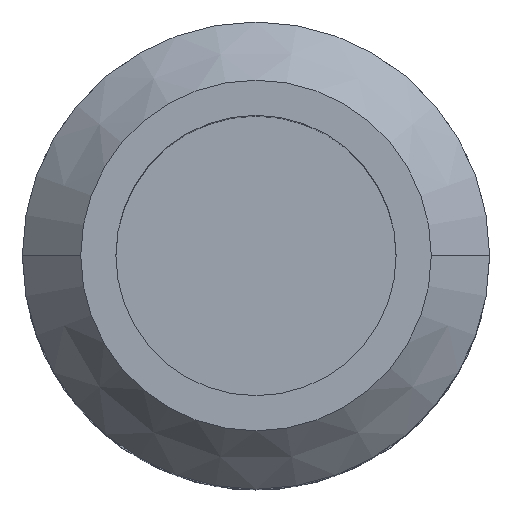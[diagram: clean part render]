
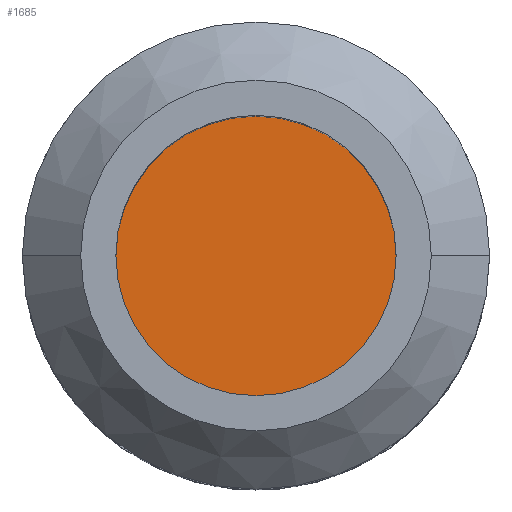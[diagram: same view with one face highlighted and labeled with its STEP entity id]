
A CAD part, top view. The second image highlights one B-rep face of the part: STEP entity #1685.
In plain terms, the highlighted planar face has unit normal (0, 0, 1).
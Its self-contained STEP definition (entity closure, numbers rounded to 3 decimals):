
#158 = AXIS2_PLACEMENT_3D ( 'NONE', #1007, #202, #207 ) ;
#180 = CARTESIAN_POINT ( 'NONE',  ( 0., 0., 38.6 ) ) ;
#202 = DIRECTION ( 'NONE',  ( 0., 0., 1. ) ) ;
#207 = DIRECTION ( 'NONE',  ( 1., 0., 0. ) ) ;
#257 = EDGE_CURVE ( 'NONE', #1040, #777, #512, .T. ) ;
#350 = DIRECTION ( 'NONE',  ( 0., 0., 1. ) ) ;
#479 = CARTESIAN_POINT ( 'NONE',  ( -19.05, 0., 38.6 ) ) ;
#512 = CIRCLE ( 'NONE', #1727, 19.05 ) ;
#639 = DIRECTION ( 'NONE',  ( 0., 0., 1. ) ) ;
#696 = EDGE_LOOP ( 'NONE', ( #1229, #832 ) ) ;
#777 = VERTEX_POINT ( 'NONE', #871 ) ;
#819 = FACE_OUTER_BOUND ( 'NONE', #696, .T. ) ;
#832 = ORIENTED_EDGE ( 'NONE', *, *, #257, .T. ) ;
#871 = CARTESIAN_POINT ( 'NONE',  ( 19.05, 0., 38.6 ) ) ;
#933 = PLANE ( 'NONE',  #1219 ) ;
#1007 = CARTESIAN_POINT ( 'NONE',  ( 0., 0., 38.6 ) ) ;
#1023 = DIRECTION ( 'NONE',  ( 1., 0., 0. ) ) ;
#1040 = VERTEX_POINT ( 'NONE', #479 ) ;
#1219 = AXIS2_PLACEMENT_3D ( 'NONE', #1443, #639, #1562 ) ;
#1229 = ORIENTED_EDGE ( 'NONE', *, *, #1252, .T. ) ;
#1252 = EDGE_CURVE ( 'NONE', #777, #1040, #1326, .T. ) ;
#1326 = CIRCLE ( 'NONE', #158, 19.05 ) ;
#1443 = CARTESIAN_POINT ( 'NONE',  ( 0., 19.05, 38.6 ) ) ;
#1562 = DIRECTION ( 'NONE',  ( 1., 0., 0. ) ) ;
#1685 = ADVANCED_FACE ( 'NONE', ( #819 ), #933, .T. ) ;
#1727 = AXIS2_PLACEMENT_3D ( 'NONE', #180, #350, #1023 ) ;
